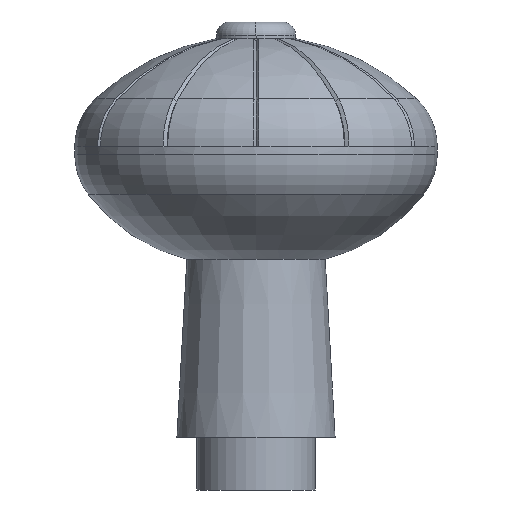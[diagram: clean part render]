
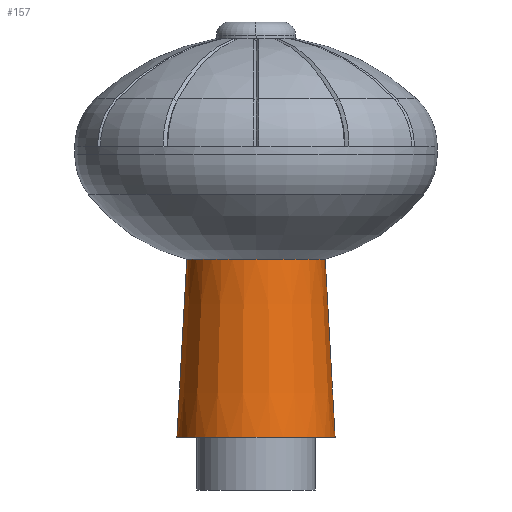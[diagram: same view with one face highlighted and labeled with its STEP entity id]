
A CAD part, left-side view. The second image highlights one B-rep face of the part: STEP entity #157.
In plain terms, the highlighted conical face has half-angle 3.18 degrees and reference radius 12 mm.
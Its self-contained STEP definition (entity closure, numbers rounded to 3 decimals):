
#157 = ADVANCED_FACE ( 'NONE', ( #9693 ), #12277, .T. ) ;
#496 = EDGE_CURVE ( 'NONE', #2024, #12378, #10557, .T. ) ;
#602 = CARTESIAN_POINT ( 'NONE',  ( 0., 0., 0. ) ) ;
#1725 = DIRECTION ( 'NONE',  ( 0., -1., 0. ) ) ;
#1979 = CARTESIAN_POINT ( 'NONE',  ( 0., 12., -27. ) ) ;
#2024 = VERTEX_POINT ( 'NONE', #2638 ) ;
#2111 = DIRECTION ( 'NONE',  ( 0., 1., 0. ) ) ;
#2244 = VERTEX_POINT ( 'NONE', #11345 ) ;
#2638 = CARTESIAN_POINT ( 'NONE',  ( 0., -10.5, 0. ) ) ;
#2826 = CARTESIAN_POINT ( 'NONE',  ( 0., -12., -27. ) ) ;
#2956 = ORIENTED_EDGE ( 'NONE', *, *, #12121, .F. ) ;
#4329 = VERTEX_POINT ( 'NONE', #1979 ) ;
#4422 = VECTOR ( 'NONE', #9626, 1000. ) ;
#4814 = ORIENTED_EDGE ( 'NONE', *, *, #5177, .T. ) ;
#5177 = EDGE_CURVE ( 'NONE', #2244, #4329, #13124, .T. ) ;
#5385 = CARTESIAN_POINT ( 'NONE',  ( 0., 0., -27. ) ) ;
#5564 = AXIS2_PLACEMENT_3D ( 'NONE', #602, #8281, #1725 ) ;
#5744 = CIRCLE ( 'NONE', #5564, 10.5 ) ;
#6047 = AXIS2_PLACEMENT_3D ( 'NONE', #6065, #13677, #7140 ) ;
#6065 = CARTESIAN_POINT ( 'NONE',  ( 0., 0., -27. ) ) ;
#6140 = DIRECTION ( 'NONE',  ( 0., -0.055, -0.998 ) ) ;
#6185 = ORIENTED_EDGE ( 'NONE', *, *, #13393, .T. ) ;
#6908 = CIRCLE ( 'NONE', #6047, 12. ) ;
#7140 = DIRECTION ( 'NONE',  ( 0., -1., 0. ) ) ;
#8281 = DIRECTION ( 'NONE',  ( 0., 0., 1. ) ) ;
#8411 = AXIS2_PLACEMENT_3D ( 'NONE', #5385, #8648, #2111 ) ;
#8648 = DIRECTION ( 'NONE',  ( 0., 0., -1. ) ) ;
#9626 = DIRECTION ( 'NONE',  ( 0., 0.055, -0.998 ) ) ;
#9693 = FACE_OUTER_BOUND ( 'NONE', #10270, .T. ) ;
#10270 = EDGE_LOOP ( 'NONE', ( #13896, #2956, #4814, #6185 ) ) ;
#10557 = LINE ( 'NONE', #2826, #13107 ) ;
#11231 = CARTESIAN_POINT ( 'NONE',  ( 0., -12., -27. ) ) ;
#11345 = CARTESIAN_POINT ( 'NONE',  ( 0., 10.5, 0. ) ) ;
#12121 = EDGE_CURVE ( 'NONE', #2244, #2024, #5744, .T. ) ;
#12277 = CONICAL_SURFACE ( 'NONE', #8411, 12., 0.055 ) ;
#12378 = VERTEX_POINT ( 'NONE', #11231 ) ;
#13107 = VECTOR ( 'NONE', #6140, 1000. ) ;
#13124 = LINE ( 'NONE', #14011, #4422 ) ;
#13393 = EDGE_CURVE ( 'NONE', #4329, #12378, #6908, .T. ) ;
#13677 = DIRECTION ( 'NONE',  ( 0., 0., 1. ) ) ;
#13896 = ORIENTED_EDGE ( 'NONE', *, *, #496, .F. ) ;
#14011 = CARTESIAN_POINT ( 'NONE',  ( 0., 12., -27. ) ) ;
